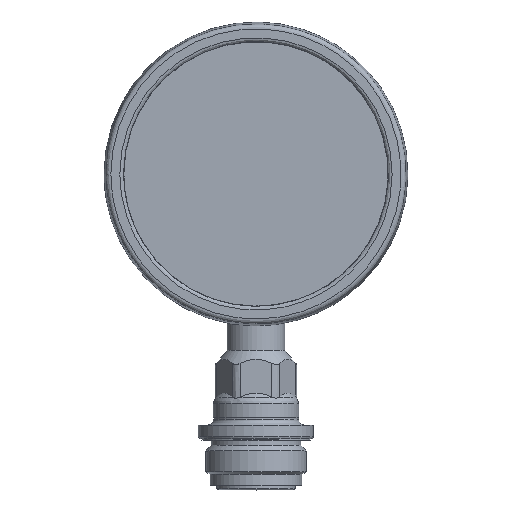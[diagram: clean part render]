
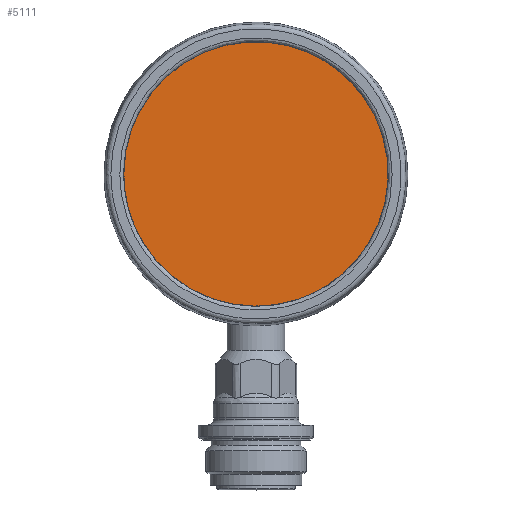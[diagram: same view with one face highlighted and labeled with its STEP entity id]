
A CAD part, top view. The second image highlights one B-rep face of the part: STEP entity #5111.
In plain terms, the highlighted free-form (B-spline) face has degree [1, 1] with [2, 2] control points.
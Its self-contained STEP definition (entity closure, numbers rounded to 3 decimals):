
#5071 = VERTEX_POINT('',#5072);
#5072 = CARTESIAN_POINT('',(42.518,93.677,
    27.949));
#5077 = EDGE_CURVE('',#5071,#5071,#5078,.T.);
#5078 = ( BOUNDED_CURVE() B_SPLINE_CURVE(2,(#5079,#5080,#5081,#5082,
#5083,#5084,#5085),.UNSPECIFIED.,.T.,.F.) B_SPLINE_CURVE_WITH_KNOTS((1,2
    ,2,2,2,1),(-2.094,0.,2.094,4.189,
6.283,8.378),.UNSPECIFIED.) CURVE() 
GEOMETRIC_REPRESENTATION_ITEM() RATIONAL_B_SPLINE_CURVE((1.,0.5,1.,0.5,
1.,0.5,1.)) REPRESENTATION_ITEM('') );
#5079 = CARTESIAN_POINT('',(42.518,93.677,
    27.949));
#5080 = CARTESIAN_POINT('',(42.518,20.033,
    27.949));
#5081 = CARTESIAN_POINT('',(-21.259,56.855,
    27.949));
#5082 = CARTESIAN_POINT('',(-85.037,93.677,
    27.949));
#5083 = CARTESIAN_POINT('',(-21.259,130.499,
    27.949));
#5084 = CARTESIAN_POINT('',(42.518,167.321,
    27.949));
#5085 = CARTESIAN_POINT('',(42.518,93.677,
    27.949));
#5111 = ADVANCED_FACE('',(#5112),#5115,.F.);
#5112 = FACE_BOUND('',#5113,.T.);
#5113 = EDGE_LOOP('',(#5114));
#5114 = ORIENTED_EDGE('',*,*,#5077,.F.);
#5115 = B_SPLINE_SURFACE_WITH_KNOTS('',1,1,(
    (#5116,#5117)
    ,(#5118,#5119
  )),.UNSPECIFIED.,.F.,.F.,.F.,(2,2),(2,2),(-46.75,46.75),(-46.75,46.75)
  ,.PIECEWISE_BEZIER_KNOTS.);
#5116 = CARTESIAN_POINT('',(-42.518,136.196,
    27.949));
#5117 = CARTESIAN_POINT('',(-42.518,51.159,
    27.949));
#5118 = CARTESIAN_POINT('',(42.518,136.196,
    27.949));
#5119 = CARTESIAN_POINT('',(42.518,51.159,
    27.949));
